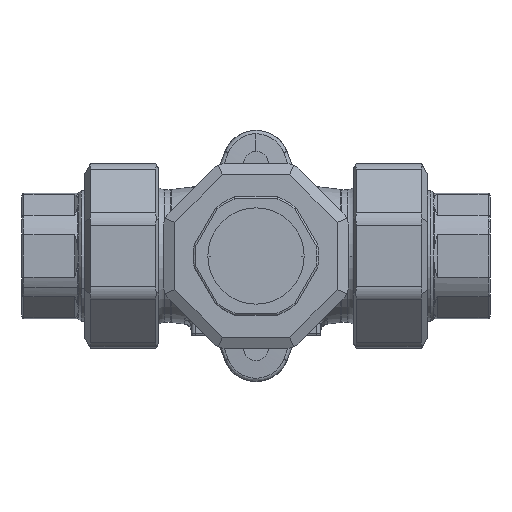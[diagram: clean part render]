
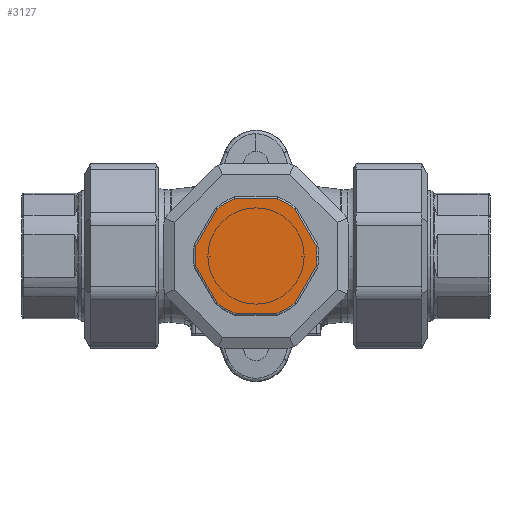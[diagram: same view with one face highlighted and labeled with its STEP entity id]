
A CAD part, front view. The second image highlights one B-rep face of the part: STEP entity #3127.
In plain terms, the highlighted planar face has unit normal (0, -1, 0).
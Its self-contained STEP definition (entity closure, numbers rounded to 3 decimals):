
#3127 = ADVANCED_FACE ( 'NONE', ( #15394 ), #15395, .F. ) ;
#3953 = EDGE_CURVE ( 'NONE', #12887, #13104, #14831, .T. ) ;
#5215 = EDGE_LOOP ( 'NONE', ( #11585, #11586, #11587, #11588, #11589, #11590, #11591, #11592, #11593, #11594, #11595, #11596, #11597 ) ) ;
#6052 = VERTEX_POINT ( 'NONE', #23145 ) ;
#6074 = VERTEX_POINT ( 'NONE', #23167 ) ;
#6346 = VERTEX_POINT ( 'NONE', #23446 ) ;
#6419 = VERTEX_POINT ( 'NONE', #23588 ) ;
#8597 = CARTESIAN_POINT ( 'NONE',  ( 16.301, -67.04, -2.86 ) ) ;
#8599 = CARTESIAN_POINT ( 'NONE',  ( 10.627, -67.04, 12.687 ) ) ;
#8614 = CARTESIAN_POINT ( 'NONE',  ( -5.674, -67.04, 15.546 ) ) ;
#8667 = CARTESIAN_POINT ( 'NONE',  ( -5.674, -67.04, -15.547 ) ) ;
#8694 = CARTESIAN_POINT ( 'NONE',  ( -10.627, -67.04, 12.687 ) ) ;
#8721 = CARTESIAN_POINT ( 'NONE',  ( -16.301, -67.04, 2.86 ) ) ;
#8813 = CARTESIAN_POINT ( 'NONE',  ( -10.627, -67.04, -12.687 ) ) ;
#8866 = CARTESIAN_POINT ( 'NONE',  ( 16.55, -67.04, 0. ) ) ;
#8976 = CARTESIAN_POINT ( 'NONE',  ( 16.301, -67.04, 2.86 ) ) ;
#9478 = EDGE_CURVE ( 'NONE', #6346, #12359, #23847, .T. ) ;
#9480 = EDGE_CURVE ( 'NONE', #12782, #12462, #19561, .T. ) ;
#9486 = EDGE_CURVE ( 'NONE', #12359, #12513, #19556, .T. ) ;
#9488 = EDGE_CURVE ( 'NONE', #6074, #12782, #23928, .T. ) ;
#9489 = EDGE_CURVE ( 'NONE', #12590, #6074, #19568, .T. ) ;
#9494 = EDGE_CURVE ( 'NONE', #12513, #12590, #24012, .T. ) ;
#10264 = CIRCLE ( 'NONE', #10275, 16.549 ) ;
#10267 = VECTOR ( 'NONE', #18647, 1000. ) ;
#10275 = AXIS2_PLACEMENT_3D ( 'NONE', #18697, #18698, #18700 ) ;
#11585 = ORIENTED_EDGE ( 'NONE', *, *, #9486, .T. ) ;
#11586 = ORIENTED_EDGE ( 'NONE', *, *, #9494, .T. ) ;
#11587 = ORIENTED_EDGE ( 'NONE', *, *, #9489, .T. ) ;
#11588 = ORIENTED_EDGE ( 'NONE', *, *, #9488, .T. ) ;
#11589 = ORIENTED_EDGE ( 'NONE', *, *, #9480, .T. ) ;
#11590 = ORIENTED_EDGE ( 'NONE', *, *, #19362, .T. ) ;
#11591 = ORIENTED_EDGE ( 'NONE', *, *, #19353, .T. ) ;
#11592 = ORIENTED_EDGE ( 'NONE', *, *, #19345, .T. ) ;
#11593 = ORIENTED_EDGE ( 'NONE', *, *, #19355, .T. ) ;
#11594 = ORIENTED_EDGE ( 'NONE', *, *, #3953, .T. ) ;
#11595 = ORIENTED_EDGE ( 'NONE', *, *, #19358, .T. ) ;
#11596 = ORIENTED_EDGE ( 'NONE', *, *, #19360, .T. ) ;
#11597 = ORIENTED_EDGE ( 'NONE', *, *, #9478, .T. ) ;
#12325 = VERTEX_POINT ( 'NONE', #8597 ) ;
#12329 = VERTEX_POINT ( 'NONE', #8599 ) ;
#12359 = VERTEX_POINT ( 'NONE', #8614 ) ;
#12462 = VERTEX_POINT ( 'NONE', #8667 ) ;
#12513 = VERTEX_POINT ( 'NONE', #8694 ) ;
#12590 = VERTEX_POINT ( 'NONE', #8721 ) ;
#12782 = VERTEX_POINT ( 'NONE', #8813 ) ;
#12887 = VERTEX_POINT ( 'NONE', #8866 ) ;
#13104 = VERTEX_POINT ( 'NONE', #8976 ) ;
#13646 = CARTESIAN_POINT ( 'NONE',  ( 0., -67.04, 0. ) ) ;
#13647 = DIRECTION ( 'NONE',  ( 0., -1., 0. ) ) ;
#13648 = DIRECTION ( 'NONE',  ( 1., 0., 0. ) ) ;
#14831 = CIRCLE ( 'NONE', #14840, 16.549 ) ;
#14840 = AXIS2_PLACEMENT_3D ( 'NONE', #13646, #13647, #13648 ) ;
#15391 = CARTESIAN_POINT ( 'NONE',  ( 0., -67.04, -12.096 ) ) ;
#15394 = FACE_OUTER_BOUND ( 'NONE', #5215, .T. ) ;
#15395 = PLANE ( 'NONE',  #30399 ) ;
#15398 = DIRECTION ( 'NONE',  ( 0., 1., 0. ) ) ;
#15399 = DIRECTION ( 'NONE',  ( 1., 0., 0. ) ) ;
#18641 = LINE ( 'NONE', #18645, #10267 ) ;
#18645 = CARTESIAN_POINT ( 'NONE',  ( 8.226, -67.04, -16.845 ) ) ;
#18647 = DIRECTION ( 'NONE',  ( 0.5, 0., 0.866 ) ) ;
#18697 = CARTESIAN_POINT ( 'NONE',  ( 0., -67.04, 0. ) ) ;
#18698 = DIRECTION ( 'NONE',  ( 0., -1., 0. ) ) ;
#18700 = DIRECTION ( 'NONE',  ( 1., 0., 0. ) ) ;
#18702 = LINE ( 'NONE', #18704, #22186 ) ;
#18704 = CARTESIAN_POINT ( 'NONE',  ( 18.701, -67.04, -1.299 ) ) ;
#18714 = CARTESIAN_POINT ( 'NONE',  ( 0., -67.04, 0. ) ) ;
#18716 = DIRECTION ( 'NONE',  ( 0., -1., 0. ) ) ;
#18718 = DIRECTION ( 'NONE',  ( 1., 0., 0. ) ) ;
#18736 = DIRECTION ( 'NONE',  ( -0.5, 0., 0.866 ) ) ;
#18751 = CARTESIAN_POINT ( 'NONE',  ( 0., -67.04, 0. ) ) ;
#18752 = DIRECTION ( 'NONE',  ( 0., -1., 0. ) ) ;
#18754 = DIRECTION ( 'NONE',  ( 1., 0., 0. ) ) ;
#18756 = LINE ( 'NONE', #18765, #22185 ) ;
#18765 = CARTESIAN_POINT ( 'NONE',  ( 0., -67.04, -15.547 ) ) ;
#18768 = DIRECTION ( 'NONE',  ( 1., 0., 0. ) ) ;
#19345 = EDGE_CURVE ( 'NONE', #6052, #12325, #18641, .T. ) ;
#19353 = EDGE_CURVE ( 'NONE', #6419, #6052, #10264, .T. ) ;
#19355 = EDGE_CURVE ( 'NONE', #12325, #12887, #22183, .T. ) ;
#19358 = EDGE_CURVE ( 'NONE', #13104, #12329, #18702, .T. ) ;
#19360 = EDGE_CURVE ( 'NONE', #12329, #6346, #22190, .T. ) ;
#19362 = EDGE_CURVE ( 'NONE', #12462, #6419, #18756, .T. ) ;
#19548 = AXIS2_PLACEMENT_3D ( 'NONE', #23889, #23891, #23893 ) ;
#19556 = CIRCLE ( 'NONE', #19566, 16.549 ) ;
#19560 = VECTOR ( 'NONE', #23873, 1000. ) ;
#19561 = CIRCLE ( 'NONE', #19548, 16.549 ) ;
#19565 = VECTOR ( 'NONE', #23960, 1000. ) ;
#19566 = AXIS2_PLACEMENT_3D ( 'NONE', #23941, #23943, #23945 ) ;
#19568 = CIRCLE ( 'NONE', #19569, 16.549 ) ;
#19569 = AXIS2_PLACEMENT_3D ( 'NONE', #23968, #23970, #23972 ) ;
#19573 = VECTOR ( 'NONE', #24018, 1000. ) ;
#22183 = CIRCLE ( 'NONE', #22184, 16.549 ) ;
#22184 = AXIS2_PLACEMENT_3D ( 'NONE', #18714, #18716, #18718 ) ;
#22185 = VECTOR ( 'NONE', #18768, 1000. ) ;
#22186 = VECTOR ( 'NONE', #18736, 1000. ) ;
#22190 = CIRCLE ( 'NONE', #22193, 16.549 ) ;
#22193 = AXIS2_PLACEMENT_3D ( 'NONE', #18751, #18752, #18754 ) ;
#23145 = CARTESIAN_POINT ( 'NONE',  ( 10.627, -67.04, -12.687 ) ) ;
#23167 = CARTESIAN_POINT ( 'NONE',  ( -16.301, -67.04, -2.86 ) ) ;
#23446 = CARTESIAN_POINT ( 'NONE',  ( 5.674, -67.04, 15.546 ) ) ;
#23588 = CARTESIAN_POINT ( 'NONE',  ( 5.674, -67.04, -15.547 ) ) ;
#23847 = LINE ( 'NONE', #23869, #19560 ) ;
#23869 = CARTESIAN_POINT ( 'NONE',  ( 0., -67.04, 15.546 ) ) ;
#23873 = DIRECTION ( 'NONE',  ( -1., 0., 0. ) ) ;
#23889 = CARTESIAN_POINT ( 'NONE',  ( 0., -67.04, 0. ) ) ;
#23891 = DIRECTION ( 'NONE',  ( 0., -1., 0. ) ) ;
#23893 = DIRECTION ( 'NONE',  ( 1., 0., 0. ) ) ;
#23928 = LINE ( 'NONE', #23955, #19565 ) ;
#23941 = CARTESIAN_POINT ( 'NONE',  ( 0., -67.04, 0. ) ) ;
#23943 = DIRECTION ( 'NONE',  ( 0., -1., 0. ) ) ;
#23945 = DIRECTION ( 'NONE',  ( 1., 0., 0. ) ) ;
#23955 = CARTESIAN_POINT ( 'NONE',  ( -8.226, -67.04, -16.845 ) ) ;
#23960 = DIRECTION ( 'NONE',  ( 0.5, 0., -0.866 ) ) ;
#23968 = CARTESIAN_POINT ( 'NONE',  ( 0., -67.04, 0. ) ) ;
#23970 = DIRECTION ( 'NONE',  ( 0., -1., 0. ) ) ;
#23972 = DIRECTION ( 'NONE',  ( 1., 0., 0. ) ) ;
#24012 = LINE ( 'NONE', #24016, #19573 ) ;
#24016 = CARTESIAN_POINT ( 'NONE',  ( -18.701, -67.04, -1.299 ) ) ;
#24018 = DIRECTION ( 'NONE',  ( -0.5, 0., -0.866 ) ) ;
#30399 = AXIS2_PLACEMENT_3D ( 'NONE', #15391, #15398, #15399 ) ;
